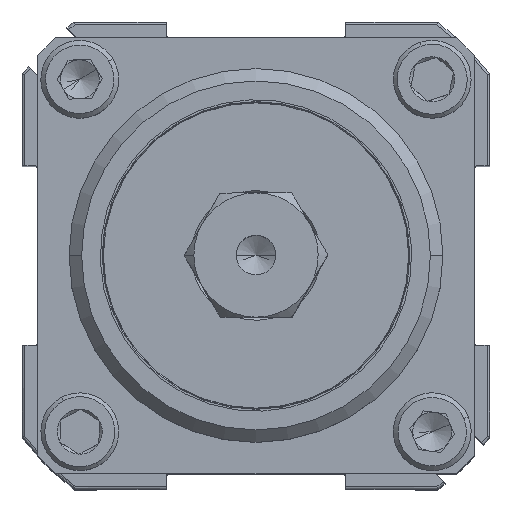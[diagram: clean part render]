
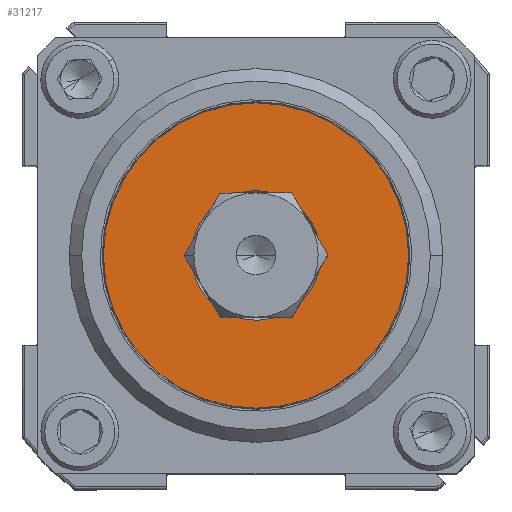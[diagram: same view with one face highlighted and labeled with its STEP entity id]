
A CAD part, top view. The second image highlights one B-rep face of the part: STEP entity #31217.
In plain terms, the highlighted face is planar.
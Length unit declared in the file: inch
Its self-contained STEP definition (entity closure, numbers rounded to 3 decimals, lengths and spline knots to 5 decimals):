
#194 = DIRECTION ( 'NONE',  ( 0., 0., -1. ) ) ;
#379 = CARTESIAN_POINT ( 'NONE',  ( -0.34888, 0.23787, 0. ) ) ;
#524 = AXIS2_PLACEMENT_3D ( 'NONE', #5351, #194, #18503 ) ;
#1329 = ORIENTED_EDGE ( 'NONE', *, *, #31478, .T. ) ;
#1984 = FACE_BOUND ( 'NONE', #33141, .T. ) ;
#2483 = VERTEX_POINT ( 'NONE', #21794 ) ;
#2603 = PLANE ( 'NONE',  #524 ) ;
#3027 = DIRECTION ( 'NONE',  ( -1., 0., 0. ) ) ;
#3136 = ORIENTED_EDGE ( 'NONE', *, *, #32378, .T. ) ;
#4749 = CIRCLE ( 'NONE', #16510, 0.615 ) ;
#5351 = CARTESIAN_POINT ( 'NONE',  ( -0.34888, 0.23787, 0. ) ) ;
#6323 = VERTEX_POINT ( 'NONE', #18029 ) ;
#6778 = EDGE_LOOP ( 'NONE', ( #29688, #3136 ) ) ;
#6953 = CIRCLE ( 'NONE', #21444, 0.26 ) ;
#8274 = DIRECTION ( 'NONE',  ( 0., 0., -1. ) ) ;
#8547 = CIRCLE ( 'NONE', #33923, 0.26 ) ;
#9475 = DIRECTION ( 'NONE',  ( 0., 0., 1. ) ) ;
#10230 = AXIS2_PLACEMENT_3D ( 'NONE', #23936, #8274, #26554 ) ;
#11949 = CARTESIAN_POINT ( 'NONE',  ( -0.34888, 0.23787, 0. ) ) ;
#14242 = EDGE_CURVE ( 'NONE', #23046, #20604, #6953, .T. ) ;
#14590 = DIRECTION ( 'NONE',  ( -1., 0., 0. ) ) ;
#15030 = CIRCLE ( 'NONE', #10230, 0.615 ) ;
#16510 = AXIS2_PLACEMENT_3D ( 'NONE', #379, #18711, #3027 ) ;
#16936 = ORIENTED_EDGE ( 'NONE', *, *, #14242, .T. ) ;
#18029 = CARTESIAN_POINT ( 'NONE',  ( 0.26612, 0.23787, 0. ) ) ;
#18057 = CARTESIAN_POINT ( 'NONE',  ( -0.60888, 0.23787, 0. ) ) ;
#18503 = DIRECTION ( 'NONE',  ( 0., -1., 0. ) ) ;
#18711 = DIRECTION ( 'NONE',  ( 0., 0., -1. ) ) ;
#20604 = VERTEX_POINT ( 'NONE', #18057 ) ;
#21444 = AXIS2_PLACEMENT_3D ( 'NONE', #25161, #9475, #27809 ) ;
#21794 = CARTESIAN_POINT ( 'NONE',  ( -0.96388, 0.23787, 0. ) ) ;
#23046 = VERTEX_POINT ( 'NONE', #23440 ) ;
#23440 = CARTESIAN_POINT ( 'NONE',  ( -0.08888, 0.23787, 0. ) ) ;
#23684 = EDGE_CURVE ( 'NONE', #6323, #2483, #4749, .T. ) ;
#23936 = CARTESIAN_POINT ( 'NONE',  ( -0.34888, 0.23787, 0. ) ) ;
#25161 = CARTESIAN_POINT ( 'NONE',  ( -0.34888, 0.23787, 0. ) ) ;
#26554 = DIRECTION ( 'NONE',  ( -1., 0., 0. ) ) ;
#27809 = DIRECTION ( 'NONE',  ( -1., 0., 0. ) ) ;
#29058 = FACE_OUTER_BOUND ( 'NONE', #6778, .T. ) ;
#29688 = ORIENTED_EDGE ( 'NONE', *, *, #23684, .T. ) ;
#30295 = DIRECTION ( 'NONE',  ( 0., 0., 1. ) ) ;
#31217 = ADVANCED_FACE ( 'NONE', ( #1984, #29058 ), #2603, .T. ) ;
#31478 = EDGE_CURVE ( 'NONE', #20604, #23046, #8547, .T. ) ;
#32378 = EDGE_CURVE ( 'NONE', #2483, #6323, #15030, .T. ) ;
#33141 = EDGE_LOOP ( 'NONE', ( #1329, #16936 ) ) ;
#33923 = AXIS2_PLACEMENT_3D ( 'NONE', #11949, #30295, #14590 ) ;
